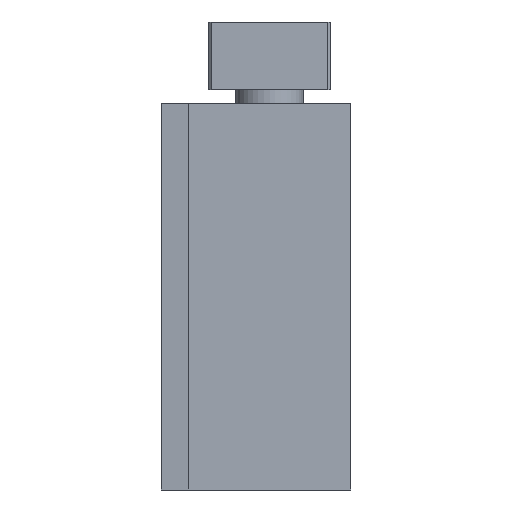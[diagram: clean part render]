
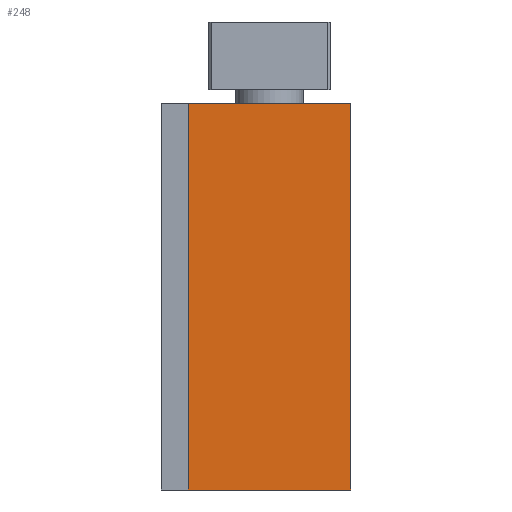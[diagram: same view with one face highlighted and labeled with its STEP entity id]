
A CAD part, front view. The second image highlights one B-rep face of the part: STEP entity #248.
In plain terms, the highlighted planar face has unit normal (0, -1, 0).
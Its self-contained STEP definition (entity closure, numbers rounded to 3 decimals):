
#248 = ADVANCED_FACE( '', ( #439 ), #440, .T. );
#439 = FACE_OUTER_BOUND( '', #756, .T. );
#440 = PLANE( '', #757 );
#756 = EDGE_LOOP( '', ( #1226, #1227, #1228, #1229 ) );
#757 = AXIS2_PLACEMENT_3D( '', #1230, #1231, #1232 );
#1226 = ORIENTED_EDGE( '', *, *, #1851, .F. );
#1227 = ORIENTED_EDGE( '', *, *, #1852, .F. );
#1228 = ORIENTED_EDGE( '', *, *, #1820, .T. );
#1229 = ORIENTED_EDGE( '', *, *, #1850, .T. );
#1230 = CARTESIAN_POINT( '', ( -6., -14.5, -28.5 ) );
#1231 = DIRECTION( '', ( 0., -1., 0. ) );
#1232 = DIRECTION( '', ( 1., 0., 0. ) );
#1820 = EDGE_CURVE( '', #2096, #2094, #2097, .T. );
#1850 = EDGE_CURVE( '', #2094, #2142, #2144, .T. );
#1851 = EDGE_CURVE( '', #2145, #2142, #2146, .T. );
#1852 = EDGE_CURVE( '', #2096, #2145, #2147, .T. );
#2094 = VERTEX_POINT( '', #2540 );
#2096 = VERTEX_POINT( '', #2543 );
#2097 = LINE( '', #2544, #2545 );
#2142 = VERTEX_POINT( '', #2612 );
#2144 = LINE( '', #2615, #2616 );
#2145 = VERTEX_POINT( '', #2617 );
#2146 = LINE( '', #2618, #2619 );
#2147 = LINE( '', #2620, #2621 );
#2540 = CARTESIAN_POINT( '', ( 6., -14.5, -28.5 ) );
#2543 = CARTESIAN_POINT( '', ( -6., -14.5, -28.5 ) );
#2544 = CARTESIAN_POINT( '', ( -6., -14.5, -28.5 ) );
#2545 = VECTOR( '', #3055, 1000. );
#2612 = CARTESIAN_POINT( '', ( 6., -14.5, 0. ) );
#2615 = CARTESIAN_POINT( '', ( 6., -14.5, -28.5 ) );
#2616 = VECTOR( '', #3097, 1000. );
#2617 = CARTESIAN_POINT( '', ( -6., -14.5, 0. ) );
#2618 = CARTESIAN_POINT( '', ( -6., -14.5, 0. ) );
#2619 = VECTOR( '', #3098, 1000. );
#2620 = CARTESIAN_POINT( '', ( -6., -14.5, -28.5 ) );
#2621 = VECTOR( '', #3099, 1000. );
#3055 = DIRECTION( '', ( 1., 0., 0. ) );
#3097 = DIRECTION( '', ( 0., 0., 1. ) );
#3098 = DIRECTION( '', ( 1., 0., 0. ) );
#3099 = DIRECTION( '', ( 0., 0., 1. ) );
